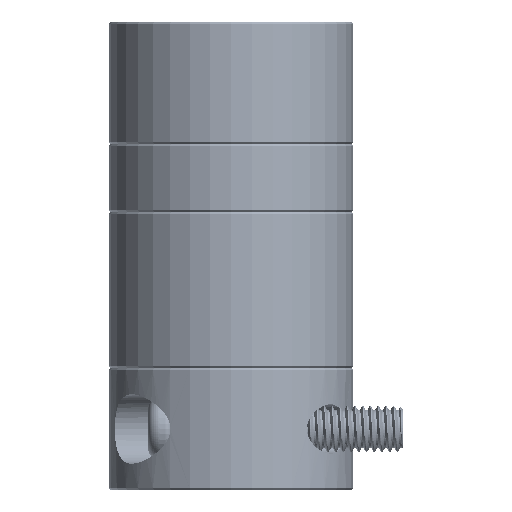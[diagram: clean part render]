
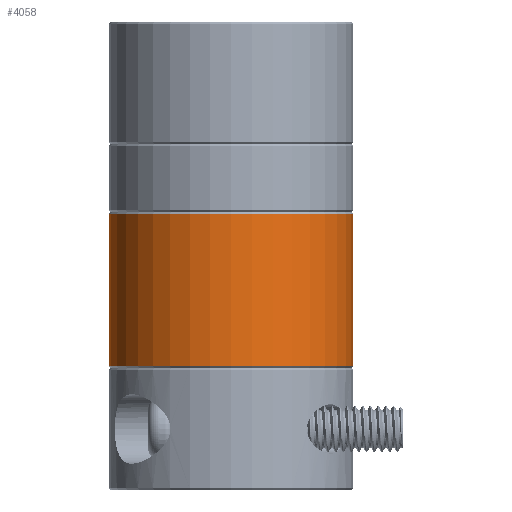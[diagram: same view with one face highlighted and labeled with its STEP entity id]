
A CAD part, left-side view. The second image highlights one B-rep face of the part: STEP entity #4058.
In plain terms, the highlighted cylindrical face has radius 7.9 mm (diameter 15.8 mm), a partial arc.
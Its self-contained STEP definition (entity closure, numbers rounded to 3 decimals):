
#312 = CYLINDRICAL_SURFACE ( 'NONE', #15743, 7.9 ) ;
#3412 = LINE ( 'NONE', #47449, #9037 ) ;
#3707 = DIRECTION ( 'NONE',  ( 0., 0., 1. ) ) ;
#4058 = ADVANCED_FACE ( 'NONE', ( #5007 ), #312, .T. ) ;
#4945 = CARTESIAN_POINT ( 'NONE',  ( 26.1, 7.9, -0.1 ) ) ;
#5007 = FACE_OUTER_BOUND ( 'NONE', #38480, .T. ) ;
#5705 = VERTEX_POINT ( 'NONE', #33667 ) ;
#8733 = DIRECTION ( 'NONE',  ( 0., 0., 1. ) ) ;
#9037 = VECTOR ( 'NONE', #3707, 1000. ) ;
#11168 = ORIENTED_EDGE ( 'NONE', *, *, #23555, .T. ) ;
#11438 = DIRECTION ( 'NONE',  ( 0., 0., 1. ) ) ;
#12048 = LINE ( 'NONE', #20512, #27149 ) ;
#13572 = VERTEX_POINT ( 'NONE', #4945 ) ;
#13610 = CARTESIAN_POINT ( 'NONE',  ( 26.1, -7.9, -10. ) ) ;
#14964 = EDGE_CURVE ( 'NONE', #13572, #5705, #23452, .T. ) ;
#15743 = AXIS2_PLACEMENT_3D ( 'NONE', #53739, #16496, #35874 ) ;
#16496 = DIRECTION ( 'NONE',  ( 0., 0., 1. ) ) ;
#20313 = CARTESIAN_POINT ( 'NONE',  ( 26.1, 0., -0.1 ) ) ;
#20512 = CARTESIAN_POINT ( 'NONE',  ( 26.1, 7.9, -4.4 ) ) ;
#20528 = EDGE_CURVE ( 'NONE', #32137, #29601, #54894, .T. ) ;
#23452 = CIRCLE ( 'NONE', #36421, 7.9 ) ;
#23555 = EDGE_CURVE ( 'NONE', #29601, #13572, #12048, .T. ) ;
#26026 = ORIENTED_EDGE ( 'NONE', *, *, #14964, .T. ) ;
#26726 = EDGE_CURVE ( 'NONE', #32137, #5705, #3412, .T. ) ;
#27149 = VECTOR ( 'NONE', #11438, 1000. ) ;
#27494 = DIRECTION ( 'NONE',  ( -1., 0., 0. ) ) ;
#29601 = VERTEX_POINT ( 'NONE', #45518 ) ;
#30914 = ORIENTED_EDGE ( 'NONE', *, *, #20528, .T. ) ;
#31740 = ORIENTED_EDGE ( 'NONE', *, *, #26726, .F. ) ;
#32137 = VERTEX_POINT ( 'NONE', #13610 ) ;
#32468 = CARTESIAN_POINT ( 'NONE',  ( 26.1, 0., -10. ) ) ;
#33440 = DIRECTION ( 'NONE',  ( 1., 0., 0. ) ) ;
#33667 = CARTESIAN_POINT ( 'NONE',  ( 26.1, -7.9, -0.1 ) ) ;
#35874 = DIRECTION ( 'NONE',  ( 1., 0., 0. ) ) ;
#36421 = AXIS2_PLACEMENT_3D ( 'NONE', #20313, #39395, #33440 ) ;
#38480 = EDGE_LOOP ( 'NONE', ( #31740, #30914, #11168, #26026 ) ) ;
#39395 = DIRECTION ( 'NONE',  ( 0., 0., -1. ) ) ;
#44952 = AXIS2_PLACEMENT_3D ( 'NONE', #32468, #8733, #27494 ) ;
#45518 = CARTESIAN_POINT ( 'NONE',  ( 26.1, 7.9, -10. ) ) ;
#47449 = CARTESIAN_POINT ( 'NONE',  ( 26.1, -7.9, -4.4 ) ) ;
#53739 = CARTESIAN_POINT ( 'NONE',  ( 26.1, 0., -4.4 ) ) ;
#54894 = CIRCLE ( 'NONE', #44952, 7.9 ) ;
